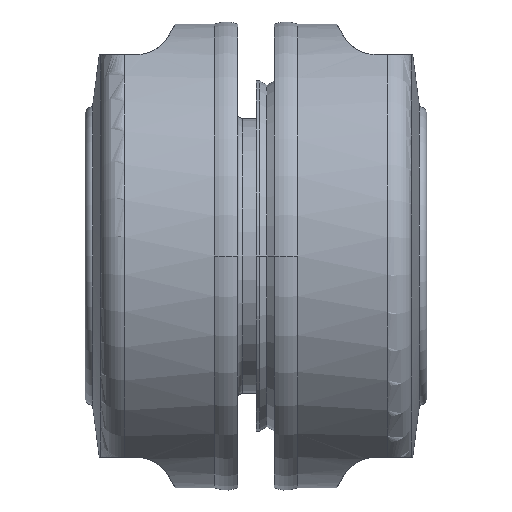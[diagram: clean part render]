
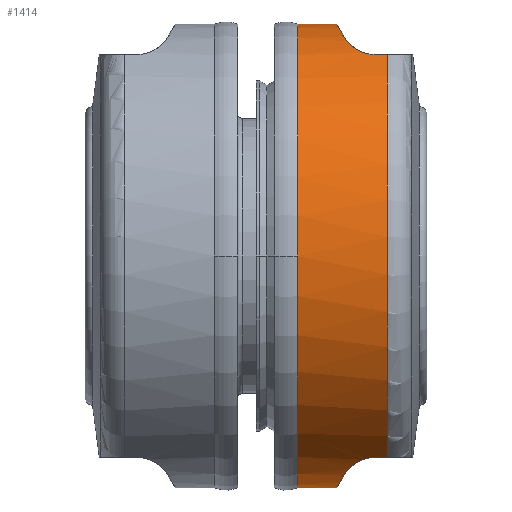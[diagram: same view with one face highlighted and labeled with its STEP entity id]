
A CAD part, left-side view. The second image highlights one B-rep face of the part: STEP entity #1414.
In plain terms, the highlighted cylindrical face has radius 19 mm (diameter 38 mm), a partial arc.
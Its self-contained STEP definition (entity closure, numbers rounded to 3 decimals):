
#108=CARTESIAN_POINT('',(0.,-1.9,0.));
#109=DIRECTION('',(0.,1.,0.));
#110=DIRECTION('',(0.,0.,-1.));
#111=AXIS2_PLACEMENT_3D('',#108,#109,#110);
#113=CARTESIAN_POINT('',(0.,-1.9,0.));
#114=DIRECTION('',(0.,1.,0.));
#115=DIRECTION('',(-1.,0.,0.));
#116=AXIS2_PLACEMENT_3D('',#113,#114,#115);
#118=DIRECTION('',(0.,-1.,0.));
#119=VECTOR('',#118,3.2);
#120=CARTESIAN_POINT('',(0.,-1.9,19.));
#121=LINE('',#120,#119);
#122=CARTESIAN_POINT('',(0.,-5.1,19.));
#123=CARTESIAN_POINT('',(-1.05,-5.1,19.));
#124=CARTESIAN_POINT('',(-3.112,-5.2,18.827));
#125=CARTESIAN_POINT('',(-5.105,-5.487,18.331));
#126=CARTESIAN_POINT('',(-6.083,-5.677,18.));
#128=CARTESIAN_POINT('',(-6.083,-5.677,18.));
#129=CARTESIAN_POINT('',(-6.357,-5.731,17.907));
#130=CARTESIAN_POINT('',(-6.868,-5.852,17.721));
#131=CARTESIAN_POINT('',(-7.524,-6.075,17.451));
#132=CARTESIAN_POINT('',(-8.075,-6.336,17.202));
#133=CARTESIAN_POINT('',(-8.526,-6.631,16.981));
#134=CARTESIAN_POINT('',(-8.88,-6.953,16.799));
#135=CARTESIAN_POINT('',(-9.138,-7.291,16.659));
#136=CARTESIAN_POINT('',(-9.308,-7.628,16.564));
#137=CARTESIAN_POINT('',(-9.401,-7.954,16.511));
#138=CARTESIAN_POINT('',(-9.421,-8.169,16.5));
#139=CARTESIAN_POINT('',(-9.421,-8.275,16.5));
#141=DIRECTION('',(0.,-1.,0.));
#142=VECTOR('',#141,0.971);
#143=CARTESIAN_POINT('',(-9.421,-8.275,16.5));
#144=LINE('',#143,#142);
#145=DIRECTION('',(0.,1.,0.));
#146=VECTOR('',#145,0.971);
#147=CARTESIAN_POINT('',(-9.421,-9.246,-16.5));
#148=LINE('',#147,#146);
#149=CARTESIAN_POINT('',(-9.421,-8.275,-16.5));
#150=CARTESIAN_POINT('',(-9.421,-8.169,-16.5));
#151=CARTESIAN_POINT('',(-9.401,-7.954,
-16.511));
#152=CARTESIAN_POINT('',(-9.308,-7.628,
-16.564));
#153=CARTESIAN_POINT('',(-9.138,-7.291,
-16.659));
#154=CARTESIAN_POINT('',(-8.88,-6.953,
-16.799));
#155=CARTESIAN_POINT('',(-8.526,-6.631,
-16.981));
#156=CARTESIAN_POINT('',(-8.075,-6.336,
-17.202));
#157=CARTESIAN_POINT('',(-7.524,-6.075,
-17.451));
#158=CARTESIAN_POINT('',(-6.868,-5.852,
-17.721));
#159=CARTESIAN_POINT('',(-6.357,-5.731,
-17.907));
#160=CARTESIAN_POINT('',(-6.083,-5.677,-18.));
#162=CARTESIAN_POINT('',(-6.083,-5.677,-18.));
#163=CARTESIAN_POINT('',(-5.105,-5.487,
-18.331));
#164=CARTESIAN_POINT('',(-3.112,-5.2,
-18.827));
#165=CARTESIAN_POINT('',(-1.05,-5.1,-19.));
#166=CARTESIAN_POINT('',(0.,-5.1,-19.));
#188=DIRECTION('',(0.,-1.,0.));
#189=VECTOR('',#188,3.2);
#190=CARTESIAN_POINT('',(0.,-1.9,-19.));
#191=LINE('',#190,#189);
#192=CARTESIAN_POINT('',(0.,-5.1,-19.));
#236=CARTESIAN_POINT('',(0.,-5.1,19.));
#947=CARTESIAN_POINT('',(0.,-9.246,0.));
#948=DIRECTION('',(0.,1.,0.));
#949=DIRECTION('',(-0.496,0.,-0.868));
#950=AXIS2_PLACEMENT_3D('',#947,#948,#949);
#1024=CARTESIAN_POINT('',(-9.421,-8.275,-16.5));
#1026=VERTEX_POINT('',#1024);
#1028=CARTESIAN_POINT('',(-9.421,-9.246,-16.5));
#1029=VERTEX_POINT('',#1028);
#1033=CARTESIAN_POINT('',(-6.083,-5.677,-18.));
#1034=VERTEX_POINT('',#1033);
#1035=VERTEX_POINT('',#192);
#1041=VERTEX_POINT('',#236);
#1042=VERTEX_POINT('',#126);
#1043=VERTEX_POINT('',#139);
#1044=CARTESIAN_POINT('',(-9.421,-9.246,16.5));
#1045=VERTEX_POINT('',#1044);
#1186=CARTESIAN_POINT('',(0.,-1.9,19.));
#1188=VERTEX_POINT('',#1186);
#1190=CARTESIAN_POINT('',(0.,-1.9,-19.));
#1191=VERTEX_POINT('',#1190);
#1192=CARTESIAN_POINT('',(-19.,-1.9,0.));
#1193=VERTEX_POINT('',#1192);
#1388=CARTESIAN_POINT('',(0.,-12.408,0.));
#1389=DIRECTION('',(0.,1.,0.));
#1390=DIRECTION('',(0.,0.,-1.));
#1391=AXIS2_PLACEMENT_3D('',#1388,#1389,#1390);
#1392=CYLINDRICAL_SURFACE('',#1391,19.);
#1394=ORIENTED_EDGE('',*,*,#1393,.T.);
#1396=ORIENTED_EDGE('',*,*,#1395,.T.);
#1398=ORIENTED_EDGE('',*,*,#1397,.T.);
#1399=ORIENTED_EDGE('',*,*,#1374,.T.);
#1400=ORIENTED_EDGE('',*,*,#1356,.T.);
#1401=ORIENTED_EDGE('',*,*,#1334,.T.);
#1403=ORIENTED_EDGE('',*,*,#1402,.F.);
#1405=ORIENTED_EDGE('',*,*,#1404,.T.);
#1407=ORIENTED_EDGE('',*,*,#1406,.T.);
#1409=ORIENTED_EDGE('',*,*,#1408,.T.);
#1411=ORIENTED_EDGE('',*,*,#1410,.F.);
#1412=EDGE_LOOP('',(#1394,#1396,#1398,#1399,#1400,#1401,#1403,#1405,#1407,#1409,
#1411));
#1413=FACE_OUTER_BOUND('',#1412,.F.);
#1414=ADVANCED_FACE('',(#1413),#1392,.T.);
#112=CIRCLE('',#111,19.);
#117=CIRCLE('',#116,19.);
#127=B_SPLINE_CURVE_WITH_KNOTS('',3,(#122,#123,#124,#125,#126),.UNSPECIFIED.,
.F.,.F.,(4,1,4),(0.,0.5,1.),.UNSPECIFIED.);
#140=B_SPLINE_CURVE_WITH_KNOTS('',3,(#128,#129,#130,#131,#132,#133,#134,#135,
#136,#137,#138,#139),.UNSPECIFIED.,.F.,.F.,(4,1,1,1,1,1,1,1,1,4),(0.,
0.111,0.222,0.333,0.444,
0.556,0.667,0.778,0.889,1.),
.UNSPECIFIED.);
#161=B_SPLINE_CURVE_WITH_KNOTS('',3,(#149,#150,#151,#152,#153,#154,#155,#156,
#157,#158,#159,#160),.UNSPECIFIED.,.F.,.F.,(4,1,1,1,1,1,1,1,1,4),(0.,
0.111,0.222,0.333,0.444,
0.556,0.667,0.778,0.889,1.),
.UNSPECIFIED.);
#167=B_SPLINE_CURVE_WITH_KNOTS('',3,(#162,#163,#164,#165,#166),.UNSPECIFIED.,
.F.,.F.,(4,1,4),(0.,0.5,1.),.UNSPECIFIED.);
#951=CIRCLE('',#950,19.);
#1334=EDGE_CURVE('',#1043,#1045,#144,.T.);
#1356=EDGE_CURVE('',#1042,#1043,#140,.T.);
#1374=EDGE_CURVE('',#1041,#1042,#127,.T.);
#1393=EDGE_CURVE('',#1191,#1193,#112,.T.);
#1395=EDGE_CURVE('',#1193,#1188,#117,.T.);
#1397=EDGE_CURVE('',#1188,#1041,#121,.T.);
#1402=EDGE_CURVE('',#1029,#1045,#951,.T.);
#1404=EDGE_CURVE('',#1029,#1026,#148,.T.);
#1406=EDGE_CURVE('',#1026,#1034,#161,.T.);
#1408=EDGE_CURVE('',#1034,#1035,#167,.T.);
#1410=EDGE_CURVE('',#1191,#1035,#191,.T.);
